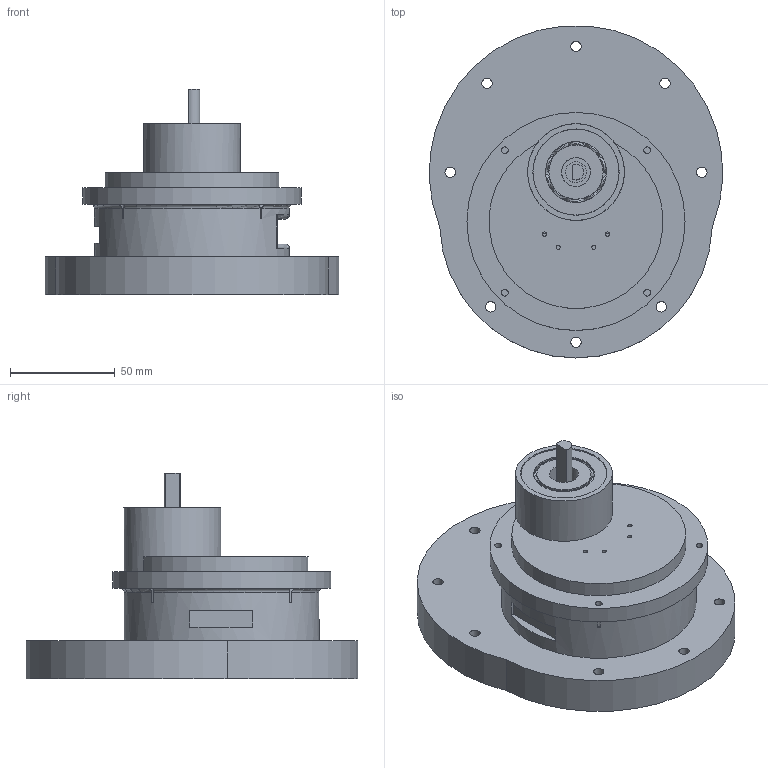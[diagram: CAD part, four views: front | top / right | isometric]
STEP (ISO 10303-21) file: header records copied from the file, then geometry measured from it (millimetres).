
FILE_DESCRIPTION(/* description */ (''),/* implementation_level */ '2;1');
FILE_NAME(/* name */ 'Base_MX28_ipt_3b4c261d.STEP',/* time_stamp */ '2022-06-20T12:44:27-05:00',/* author */ ('Alcatraz'),/* organization */ (''),/* preprocessor_version */ 'ST-DEVELOPER v18.1',/* originating_system */ 'Autodesk Inventor 2021',/* authorisation */ '');
FILE_SCHEMA (('AUTOMOTIVE_DESIGN { 1 0 10303 214 3 1 1 }'));
Length unit declared in the file: millimetre
Products named in the file (1): Base_MX28
Bounding box: 139.87 x 158.25 x 97.75 mm (x, y, z)
Volume: 451693.2 mm3; surface area: 123804.2 mm2
Topology: 24 solids, 36 shells, 578 faces, 1564 edges, 1075 vertices
Faces by surface type: plane 337, cylinder 147, cone 76, torus 14, bspline 4
Full cylindrical faces by diameter (mm): 2.013 x24, 2.7 x16, 3.2 x1, 3.242 x4, 3.8 x20, 4.959 x8, 5.7 x1, 8 x20, 8.8 x1, 10 x1, 13.835 x2, 24 x1, 41.035 x2, 41.135 x1, 46.135 x1, 78 x1, 88 x1, 93 x1, 104 x1
Entity records: 19824 total; most frequent: CARTESIAN_POINT 4224, DIRECTION 3219, ORIENTED_EDGE 3128, EDGE_CURVE 1564, AXIS2_PLACEMENT_3D 1151, VERTEX_POINT 1075, LINE 917, VECTOR 917
